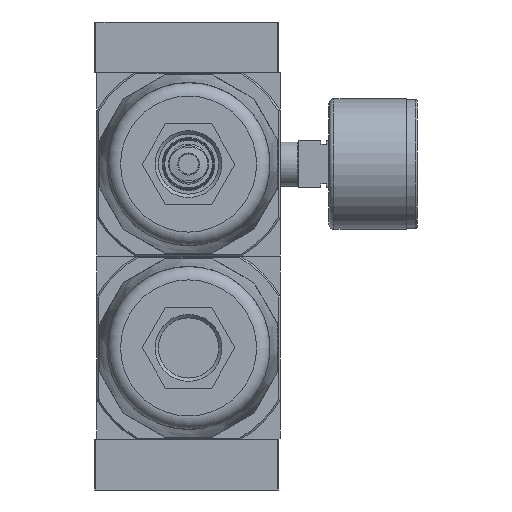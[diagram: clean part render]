
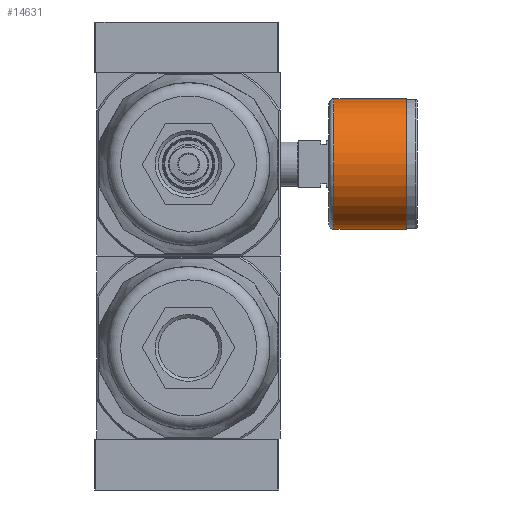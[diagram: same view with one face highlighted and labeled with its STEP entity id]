
A CAD part, front view. The second image highlights one B-rep face of the part: STEP entity #14631.
In plain terms, the highlighted cylindrical face has radius 19.5 mm (diameter 39 mm), a full revolution.
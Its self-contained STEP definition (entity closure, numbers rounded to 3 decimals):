
#885=CYLINDRICAL_SURFACE('',#20864,19.5);
#4991=ORIENTED_EDGE('',*,*,#8138,.F.);
#4992=ORIENTED_EDGE('',*,*,#8139,.T.);
#8138=EDGE_CURVE('',#9914,#9914,#11020,.T.);
#8139=EDGE_CURVE('',#9915,#9915,#11021,.T.);
#9914=VERTEX_POINT('',#29118);
#9915=VERTEX_POINT('',#29121);
#11020=CIRCLE('',#20863,19.5);
#11021=CIRCLE('',#20865,19.5);
#11957=EDGE_LOOP('',(#4991));
#11958=EDGE_LOOP('',(#4992));
#13124=FACE_BOUND('',#11957,.T.);
#13125=FACE_BOUND('',#11958,.T.);
#14631=ADVANCED_FACE('',(#13124,#13125),#885,.T.);
#20863=AXIS2_PLACEMENT_3D('',#29117,#23867,#23868);
#20864=AXIS2_PLACEMENT_3D('',#29119,#23869,#23870);
#20865=AXIS2_PLACEMENT_3D('',#29120,#23871,#23872);
#23867=DIRECTION('',(1.,0.,0.));
#23868=DIRECTION('',(0.,0.,-1.));
#23869=DIRECTION('',(1.,0.,0.));
#23870=DIRECTION('',(0.,0.,-1.));
#23871=DIRECTION('',(1.,0.,0.));
#23872=DIRECTION('',(0.,0.,-1.));
#29117=CARTESIAN_POINT('',(-3.2,0.,0.));
#29118=CARTESIAN_POINT('',(-3.2,0.,-19.5));
#29119=CARTESIAN_POINT('',(0.,0.,0.));
#29120=CARTESIAN_POINT('',(-24.85,0.,0.));
#29121=CARTESIAN_POINT('',(-24.85,0.,-19.5));
